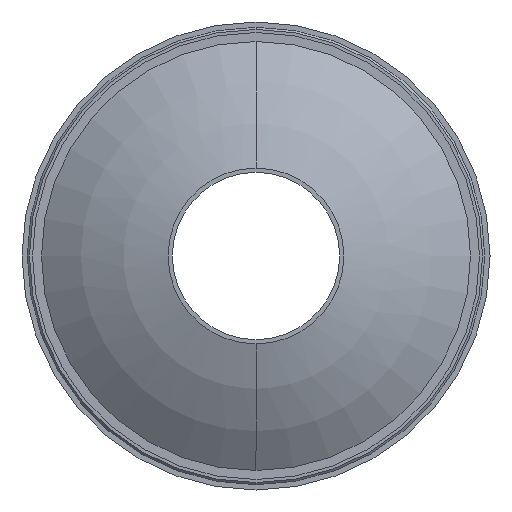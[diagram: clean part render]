
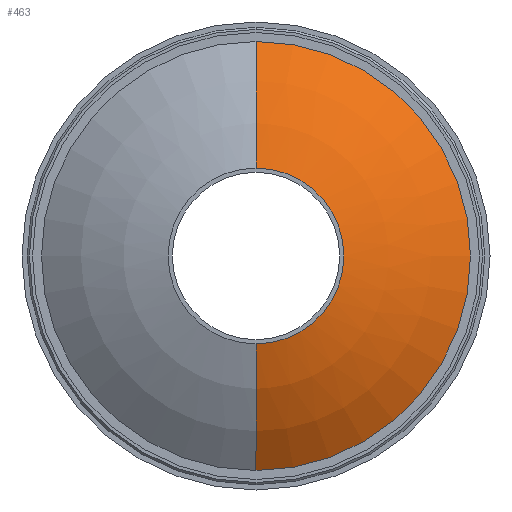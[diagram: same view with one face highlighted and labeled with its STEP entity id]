
A CAD part, left-side view. The second image highlights one B-rep face of the part: STEP entity #463.
In plain terms, the highlighted spherical face has radius 168.5 mm.
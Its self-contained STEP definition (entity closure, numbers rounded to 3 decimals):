
#87=CARTESIAN_POINT('',(177.179,0.,0.));
#88=DIRECTION('',(0.,-1.,0.));
#89=DIRECTION('',(-0.969,0.,-0.246));
#90=AXIS2_PLACEMENT_3D('',#87,#88,#89);
#92=CARTESIAN_POINT('',(13.87,0.,0.));
#93=DIRECTION('',(-1.,0.,0.));
#94=DIRECTION('',(0.,0.,-1.));
#95=AXIS2_PLACEMENT_3D('',#92,#93,#94);
#97=CARTESIAN_POINT('',(177.179,0.,0.));
#98=DIRECTION('',(0.,1.,0.));
#99=DIRECTION('',(-0.969,0.,0.246));
#100=AXIS2_PLACEMENT_3D('',#97,#98,#99);
#107=CARTESIAN_POINT('',(42.533,0.,0.));
#108=DIRECTION('',(-1.,0.,0.));
#109=DIRECTION('',(0.,0.,-1.));
#110=AXIS2_PLACEMENT_3D('',#107,#108,#109);
#273=CARTESIAN_POINT('',(13.87,0.,-41.5));
#274=CARTESIAN_POINT('',(42.533,0.,
-101.305));
#275=VERTEX_POINT('',#273);
#276=VERTEX_POINT('',#274);
#277=CARTESIAN_POINT('',(13.87,0.,41.5));
#278=CARTESIAN_POINT('',(42.533,0.,
101.305));
#279=VERTEX_POINT('',#277);
#280=VERTEX_POINT('',#278);
#449=CARTESIAN_POINT('',(177.179,0.,0.));
#450=DIRECTION('',(1.,0.,0.));
#451=DIRECTION('',(0.,0.,1.));
#452=AXIS2_PLACEMENT_3D('',#449,#450,#451);
#453=SPHERICAL_SURFACE('',#452,168.5);
#455=ORIENTED_EDGE('',*,*,#454,.F.);
#456=ORIENTED_EDGE('',*,*,#443,.T.);
#458=ORIENTED_EDGE('',*,*,#457,.T.);
#460=ORIENTED_EDGE('',*,*,#459,.F.);
#461=EDGE_LOOP('',(#455,#456,#458,#460));
#462=FACE_OUTER_BOUND('',#461,.F.);
#463=ADVANCED_FACE('',(#462),#453,.T.);
#91=CIRCLE('',#90,168.5);
#96=CIRCLE('',#95,41.5);
#101=CIRCLE('',#100,168.5);
#111=CIRCLE('',#110,101.305);
#443=EDGE_CURVE('',#275,#279,#96,.T.);
#454=EDGE_CURVE('',#275,#276,#91,.T.);
#457=EDGE_CURVE('',#279,#280,#101,.T.);
#459=EDGE_CURVE('',#276,#280,#111,.T.);
